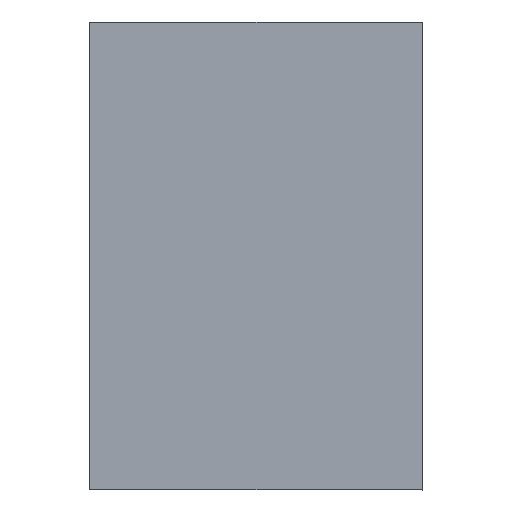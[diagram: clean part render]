
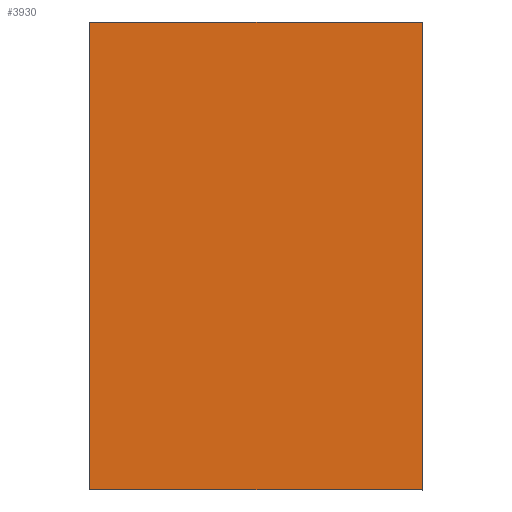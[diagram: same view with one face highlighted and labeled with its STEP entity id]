
A CAD part, top view. The second image highlights one B-rep face of the part: STEP entity #3930.
In plain terms, the highlighted planar face has unit normal (0, 0, 1).
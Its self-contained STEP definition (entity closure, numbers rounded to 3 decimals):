
#173=PLANE('',#4195);
#293=LINE('',#8255,#456);
#420=LINE('',#15868,#583);
#421=LINE('',#15871,#584);
#423=LINE('',#15874,#586);
#456=VECTOR('',#4384,10.);
#583=VECTOR('',#4855,10.);
#584=VECTOR('',#4858,10.);
#586=VECTOR('',#4862,10.);
#832=FACE_OUTER_BOUND('',#1053,.T.);
#1053=EDGE_LOOP('',(#3648,#3649,#3650,#3651));
#1512=VERTEX_POINT('',#8239);
#1516=VERTEX_POINT('',#8253);
#1802=VERTEX_POINT('',#15866);
#1803=VERTEX_POINT('',#15870);
#1993=EDGE_CURVE('',#1512,#1516,#293,.T.);
#2416=EDGE_CURVE('',#1516,#1802,#420,.T.);
#2417=EDGE_CURVE('',#1803,#1512,#421,.T.);
#2419=EDGE_CURVE('',#1802,#1803,#423,.T.);
#3648=ORIENTED_EDGE('',*,*,#1993,.T.);
#3649=ORIENTED_EDGE('',*,*,#2416,.T.);
#3650=ORIENTED_EDGE('',*,*,#2419,.T.);
#3651=ORIENTED_EDGE('',*,*,#2417,.T.);
#3930=ADVANCED_FACE('',(#832),#173,.T.);
#4195=AXIS2_PLACEMENT_3D('',#15875,#4863,#4864);
#4384=DIRECTION('',(0.,1.,0.));
#4855=DIRECTION('',(-1.,0.,0.));
#4858=DIRECTION('',(1.,0.,0.));
#4862=DIRECTION('',(0.,-1.,0.));
#4863=DIRECTION('center_axis',(0.,0.,1.));
#4864=DIRECTION('ref_axis',(1.,0.,0.));
#8239=CARTESIAN_POINT('',(-17.933,-42.211,-16.138));
#8253=CARTESIAN_POINT('',(-17.933,42.097,-16.138));
#8255=CARTESIAN_POINT('',(-17.933,-42.211,-16.138));
#15866=CARTESIAN_POINT('',(-77.933,42.097,-16.138));
#15868=CARTESIAN_POINT('',(-17.933,42.097,-16.138));
#15870=CARTESIAN_POINT('',(-77.933,-42.211,-16.138));
#15871=CARTESIAN_POINT('',(-77.933,-42.211,-16.138));
#15874=CARTESIAN_POINT('',(-77.933,42.097,-16.138));
#15875=CARTESIAN_POINT('Origin',(-47.933,-0.057,
-16.138));
